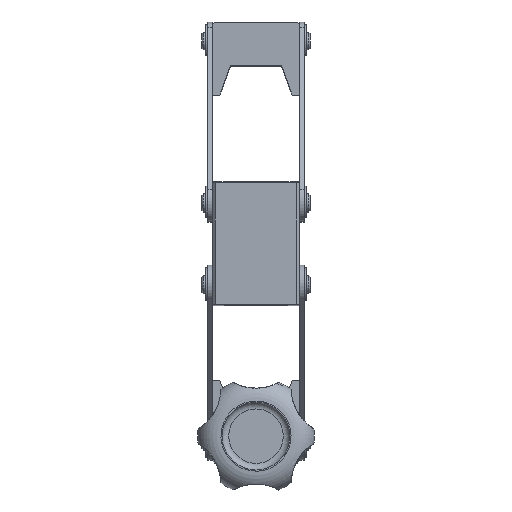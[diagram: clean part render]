
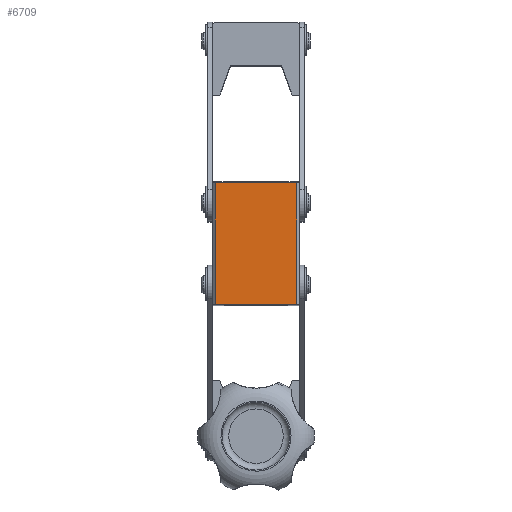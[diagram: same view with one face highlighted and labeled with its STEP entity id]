
A CAD part, top view. The second image highlights one B-rep face of the part: STEP entity #6709.
In plain terms, the highlighted face is planar.
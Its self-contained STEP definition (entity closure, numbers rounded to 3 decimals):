
#849=ORIENTED_EDGE('',*,*,#2721,.F.);
#850=ORIENTED_EDGE('',*,*,#2720,.T.);
#851=ORIENTED_EDGE('',*,*,#2722,.F.);
#852=ORIENTED_EDGE('',*,*,#2699,.F.);
#2699=EDGE_CURVE('',#3645,#3647,#4306,.T.);
#2720=EDGE_CURVE('',#3659,#3660,#4322,.T.);
#2721=EDGE_CURVE('',#3659,#3645,#4323,.T.);
#2722=EDGE_CURVE('',#3647,#3660,#4324,.T.);
#3645=VERTEX_POINT('',#10155);
#3647=VERTEX_POINT('',#10158);
#3659=VERTEX_POINT('',#10195);
#3660=VERTEX_POINT('',#10197);
#4306=LINE('',#10157,#4860);
#4322=LINE('',#10198,#4876);
#4323=LINE('',#10200,#4877);
#4324=LINE('',#10201,#4878);
#4860=VECTOR('',#8064,1000.);
#4876=VECTOR('',#8102,1000.);
#4877=VECTOR('',#8105,1000.);
#4878=VECTOR('',#8106,1000.);
#5412=EDGE_LOOP('',(#849,#850,#851,#852));
#5934=FACE_BOUND('',#5412,.T.);
#6452=PLANE('',#7279);
#6709=ADVANCED_FACE('',(#5934),#6452,.T.);
#7279=AXIS2_PLACEMENT_3D('',#10199,#8103,#8104);
#8064=DIRECTION('',(0.,0.,1.));
#8102=DIRECTION('',(0.,0.,1.));
#8103=DIRECTION('',(0.,1.,0.));
#8104=DIRECTION('',(0.,0.,1.));
#8105=DIRECTION('',(1.,0.,0.));
#8106=DIRECTION('',(-1.,0.,0.));
#10155=CARTESIAN_POINT('',(14.,25.,-20.8));
#10157=CARTESIAN_POINT('',(14.,25.,-20.8));
#10158=CARTESIAN_POINT('',(14.,25.,20.8));
#10195=CARTESIAN_POINT('',(-14.,25.,-20.8));
#10197=CARTESIAN_POINT('',(-14.,25.,20.8));
#10198=CARTESIAN_POINT('',(-14.,25.,-20.8));
#10199=CARTESIAN_POINT('',(-14.,25.,0.));
#10200=CARTESIAN_POINT('',(-14.,25.,-20.8));
#10201=CARTESIAN_POINT('',(14.,25.,20.8));
